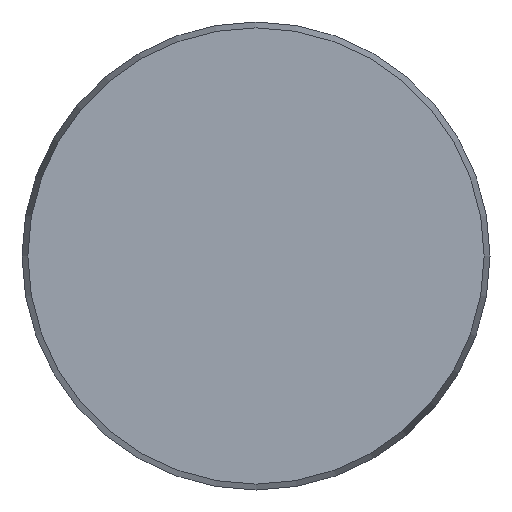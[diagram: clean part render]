
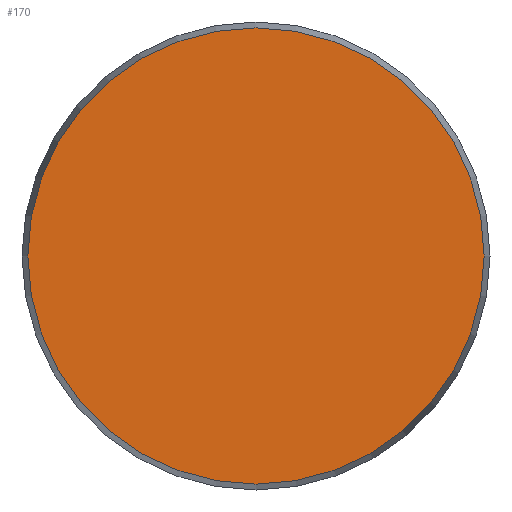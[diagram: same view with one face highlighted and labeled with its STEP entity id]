
A CAD part, front view. The second image highlights one B-rep face of the part: STEP entity #170.
In plain terms, the highlighted planar face has unit normal (0, -1, 0).
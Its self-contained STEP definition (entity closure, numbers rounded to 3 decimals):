
#170 = ADVANCED_FACE( '', ( #358 ), #359, .F. );
#358 = FACE_OUTER_BOUND( '', #587, .T. );
#359 = PLANE( '', #588 );
#587 = EDGE_LOOP( '', ( #1010 ) );
#588 = AXIS2_PLACEMENT_3D( '', #1011, #1012, #1013 );
#1010 = ORIENTED_EDGE( '', *, *, #1159, .T. );
#1011 = CARTESIAN_POINT( '', ( 58.5, 0., 0. ) );
#1012 = DIRECTION( '', ( 0., 1., 0. ) );
#1013 = DIRECTION( '', ( 0., 0., 1. ) );
#1159 = EDGE_CURVE( '', #1355, #1355, #1356, .T. );
#1355 = VERTEX_POINT( '', #1718 );
#1356 = CIRCLE( '', #1719, 58.5 );
#1718 = CARTESIAN_POINT( '', ( 0., 0., -58.5 ) );
#1719 = AXIS2_PLACEMENT_3D( '', #2158, #2159, #2160 );
#2158 = CARTESIAN_POINT( '', ( 0., 0., 0. ) );
#2159 = DIRECTION( '', ( 0., -1., 0. ) );
#2160 = DIRECTION( '', ( 0., 0., -1. ) );
